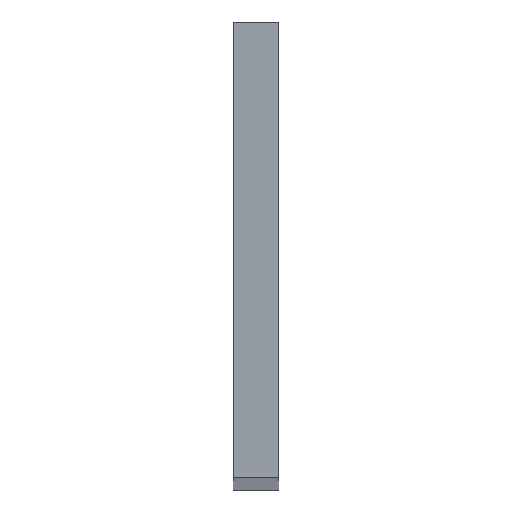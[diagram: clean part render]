
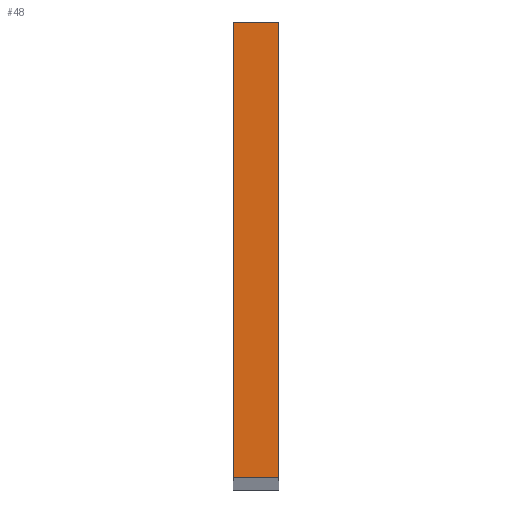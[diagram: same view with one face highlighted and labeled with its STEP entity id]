
A CAD part, top view. The second image highlights one B-rep face of the part: STEP entity #48.
In plain terms, the highlighted planar face has unit normal (0, 0, 1).
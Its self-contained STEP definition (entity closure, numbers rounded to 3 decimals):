
#4 = DIRECTION ( 'NONE',  ( 1., 0., 0. ) ) ;
#6 = VERTEX_POINT ( 'NONE', #336 ) ;
#7 = ORIENTED_EDGE ( 'NONE', *, *, #90, .T. ) ;
#30 = CARTESIAN_POINT ( 'NONE',  ( -5., 50., 1590. ) ) ;
#38 = VECTOR ( 'NONE', #133, 1000. ) ;
#48 = ADVANCED_FACE ( 'NONE', ( #403 ), #419, .T. ) ;
#50 = ORIENTED_EDGE ( 'NONE', *, *, #389, .T. ) ;
#79 = CARTESIAN_POINT ( 'NONE',  ( 5., -50., 1590. ) ) ;
#90 = EDGE_CURVE ( 'NONE', #129, #300, #291, .T. ) ;
#116 = DIRECTION ( 'NONE',  ( -1., 0., 0. ) ) ;
#129 = VERTEX_POINT ( 'NONE', #293 ) ;
#133 = DIRECTION ( 'NONE',  ( 1., 0., 0. ) ) ;
#150 = VECTOR ( 'NONE', #116, 1000. ) ;
#162 = VERTEX_POINT ( 'NONE', #465 ) ;
#173 = VECTOR ( 'NONE', #217, 1000. ) ;
#198 = DIRECTION ( 'NONE',  ( 0., 0., 1. ) ) ;
#207 = CARTESIAN_POINT ( 'NONE',  ( -5., -50., 1590. ) ) ;
#217 = DIRECTION ( 'NONE',  ( 0., 1., 0. ) ) ;
#230 = EDGE_CURVE ( 'NONE', #300, #6, #256, .T. ) ;
#234 = EDGE_LOOP ( 'NONE', ( #528, #7, #311, #50 ) ) ;
#247 = VECTOR ( 'NONE', #517, 1000. ) ;
#256 = LINE ( 'NONE', #265, #173 ) ;
#265 = CARTESIAN_POINT ( 'NONE',  ( 5., 50., 1590. ) ) ;
#291 = LINE ( 'NONE', #207, #38 ) ;
#293 = CARTESIAN_POINT ( 'NONE',  ( -5., -50., 1590. ) ) ;
#300 = VERTEX_POINT ( 'NONE', #79 ) ;
#311 = ORIENTED_EDGE ( 'NONE', *, *, #230, .T. ) ;
#336 = CARTESIAN_POINT ( 'NONE',  ( 5., 50., 1590. ) ) ;
#358 = EDGE_CURVE ( 'NONE', #162, #129, #473, .T. ) ;
#375 = CARTESIAN_POINT ( 'NONE',  ( -5., -50., 1590. ) ) ;
#389 = EDGE_CURVE ( 'NONE', #6, #162, #440, .T. ) ;
#403 = FACE_OUTER_BOUND ( 'NONE', #234, .T. ) ;
#405 = CARTESIAN_POINT ( 'NONE',  ( -5., 50., 1590. ) ) ;
#419 = PLANE ( 'NONE',  #518 ) ;
#440 = LINE ( 'NONE', #30, #150 ) ;
#465 = CARTESIAN_POINT ( 'NONE',  ( -5., 50., 1590. ) ) ;
#473 = LINE ( 'NONE', #405, #247 ) ;
#517 = DIRECTION ( 'NONE',  ( 0., -1., 0. ) ) ;
#518 = AXIS2_PLACEMENT_3D ( 'NONE', #375, #198, #4 ) ;
#528 = ORIENTED_EDGE ( 'NONE', *, *, #358, .T. ) ;
